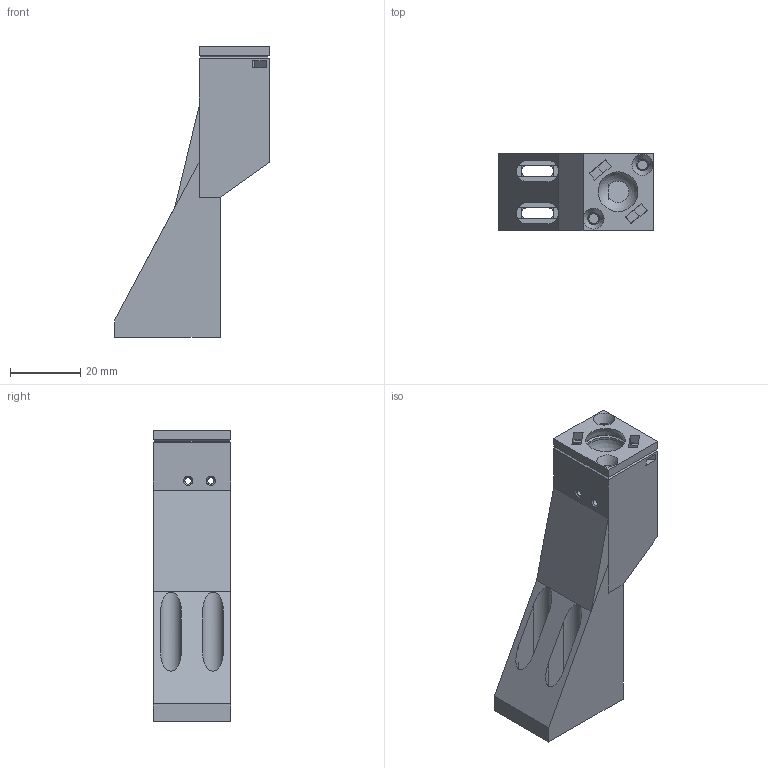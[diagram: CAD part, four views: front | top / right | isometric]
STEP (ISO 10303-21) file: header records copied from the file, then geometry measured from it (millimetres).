
FILE_DESCRIPTION(('FreeCAD Model'),'2;1');
FILE_NAME('Open CASCADE Shape Model','2023-12-21T08:01:05',(''),(''), 'Open CASCADE STEP processor 7.7','FreeCAD','Unknown');
FILE_SCHEMA(('AUTOMOTIVE_DESIGN { 1 0 10303 214 1 1 1 1 }'));
Length unit declared in the file: millimetre
Products named in the file (3): Ball_Trigger_V4; Body; Cap
Assembly tree (2 placements, depth 2):
  Ball_Trigger_V4
    Body
    Cap
Bounding box: 44 x 22 x 83 mm (x, y, z)
Volume: 29645 mm3; surface area: 11861.7 mm2
Topology: 2 solids, 2 shells, 141 faces, 361 edges, 225 vertices
Faces by surface type: plane 114, cylinder 13, cone 11, sphere 2, bspline 1
Full cylindrical faces by diameter (mm): 1.8 x2, 2.8 x2, 12.2 x1
Entity records: 4363 total; most frequent: CARTESIAN_POINT 808, ORIENTED_EDGE 722, DIRECTION 703, EDGE_CURVE 361, LINE 299, VECTOR 299, VERTEX_POINT 225, AXIS2_PLACEMENT_3D 202
